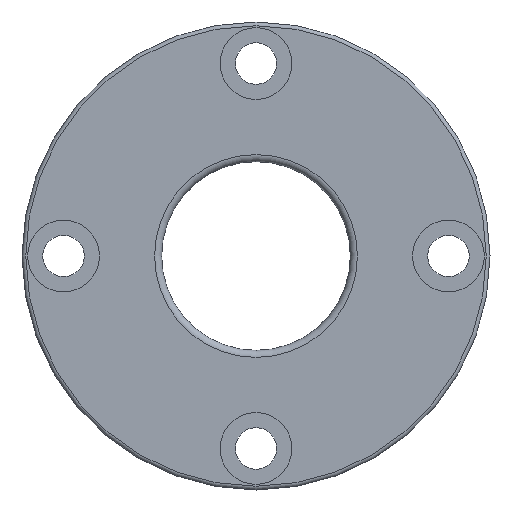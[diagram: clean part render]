
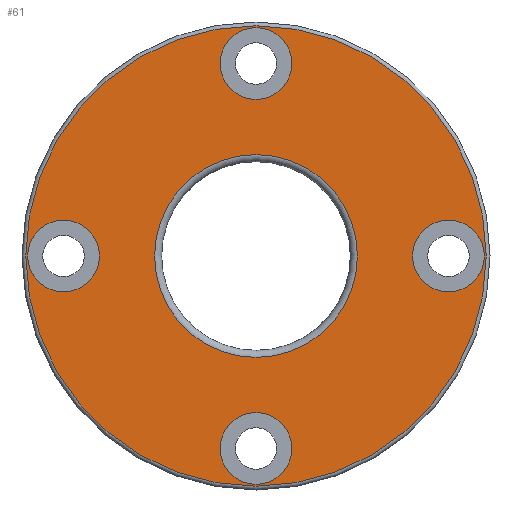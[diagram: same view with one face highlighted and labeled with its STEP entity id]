
A CAD part, left-side view. The second image highlights one B-rep face of the part: STEP entity #61.
In plain terms, the highlighted planar face has unit normal (-1, 0, 0).
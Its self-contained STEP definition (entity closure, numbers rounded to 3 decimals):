
#61 = ADVANCED_FACE( '', ( #138, #139, #140, #141, #142, #143 ), #144, .T. );
#138 = FACE_BOUND( '', #245, .T. );
#139 = FACE_BOUND( '', #246, .T. );
#140 = FACE_BOUND( '', #247, .T. );
#141 = FACE_OUTER_BOUND( '', #248, .T. );
#142 = FACE_BOUND( '', #249, .T. );
#143 = FACE_BOUND( '', #250, .T. );
#144 = PLANE( '', #251 );
#245 = EDGE_LOOP( '', ( #360 ) );
#246 = EDGE_LOOP( '', ( #361 ) );
#247 = EDGE_LOOP( '', ( #362 ) );
#248 = EDGE_LOOP( '', ( #363 ) );
#249 = EDGE_LOOP( '', ( #364 ) );
#250 = EDGE_LOOP( '', ( #365 ) );
#251 = AXIS2_PLACEMENT_3D( '', #366, #367, #368 );
#360 = ORIENTED_EDGE( '', *, *, #474, .T. );
#361 = ORIENTED_EDGE( '', *, *, #483, .T. );
#362 = ORIENTED_EDGE( '', *, *, #484, .T. );
#363 = ORIENTED_EDGE( '', *, *, #485, .F. );
#364 = ORIENTED_EDGE( '', *, *, #480, .T. );
#365 = ORIENTED_EDGE( '', *, *, #486, .T. );
#366 = CARTESIAN_POINT( '', ( 0., 30.5, 0. ) );
#367 = DIRECTION( '', ( -1., 0., 0. ) );
#368 = DIRECTION( '', ( 0., 0., 1. ) );
#474 = EDGE_CURVE( '', #531, #531, #532, .T. );
#480 = EDGE_CURVE( '', #541, #541, #542, .T. );
#483 = EDGE_CURVE( '', #545, #545, #546, .F. );
#484 = EDGE_CURVE( '', #547, #547, #548, .T. );
#485 = EDGE_CURVE( '', #549, #549, #550, .T. );
#486 = EDGE_CURVE( '', #551, #551, #552, .T. );
#531 = VERTEX_POINT( '', #608 );
#532 = CIRCLE( '', #609, 13.438 );
#541 = VERTEX_POINT( '', #618 );
#542 = CIRCLE( '', #619, 4.75 );
#545 = VERTEX_POINT( '', #622 );
#546 = CIRCLE( '', #623, 4.75 );
#547 = VERTEX_POINT( '', #624 );
#548 = CIRCLE( '', #625, 4.75 );
#549 = VERTEX_POINT( '', #626 );
#550 = CIRCLE( '', #627, 30.5 );
#551 = VERTEX_POINT( '', #628 );
#552 = CIRCLE( '', #629, 4.75 );
#608 = CARTESIAN_POINT( '', ( 0., 0., -13.438 ) );
#609 = AXIS2_PLACEMENT_3D( '', #688, #689, #690 );
#618 = CARTESIAN_POINT( '', ( 0., -25.5, -4.75 ) );
#619 = AXIS2_PLACEMENT_3D( '', #700, #701, #702 );
#622 = CARTESIAN_POINT( '', ( 0., 25.5, 4.75 ) );
#623 = AXIS2_PLACEMENT_3D( '', #703, #704, #705 );
#624 = CARTESIAN_POINT( '', ( 0., 0., -30.25 ) );
#625 = AXIS2_PLACEMENT_3D( '', #706, #707, #708 );
#626 = CARTESIAN_POINT( '', ( 0., 0., -30.5 ) );
#627 = AXIS2_PLACEMENT_3D( '', #709, #710, #711 );
#628 = CARTESIAN_POINT( '', ( 0., 0., 20.75 ) );
#629 = AXIS2_PLACEMENT_3D( '', #712, #713, #714 );
#688 = CARTESIAN_POINT( '', ( 0., 0., 0. ) );
#689 = DIRECTION( '', ( 1., 0., 0. ) );
#690 = DIRECTION( '', ( 0., 0., -1. ) );
#700 = CARTESIAN_POINT( '', ( 0., -25.5, 0. ) );
#701 = DIRECTION( '', ( 1., 0., 0. ) );
#702 = DIRECTION( '', ( 0., 0., -1. ) );
#703 = CARTESIAN_POINT( '', ( 0., 25.5, 0. ) );
#704 = DIRECTION( '', ( -1., 0., 0. ) );
#705 = DIRECTION( '', ( 0., 0., 1. ) );
#706 = CARTESIAN_POINT( '', ( 0., 0., -25.5 ) );
#707 = DIRECTION( '', ( 1., 0., 0. ) );
#708 = DIRECTION( '', ( 0., 0., -1. ) );
#709 = CARTESIAN_POINT( '', ( 0., 0., 0. ) );
#710 = DIRECTION( '', ( 1., 0., 0. ) );
#711 = DIRECTION( '', ( 0., 0., -1. ) );
#712 = CARTESIAN_POINT( '', ( 0., 0., 25.5 ) );
#713 = DIRECTION( '', ( 1., 0., 0. ) );
#714 = DIRECTION( '', ( 0., 0., -1. ) );
